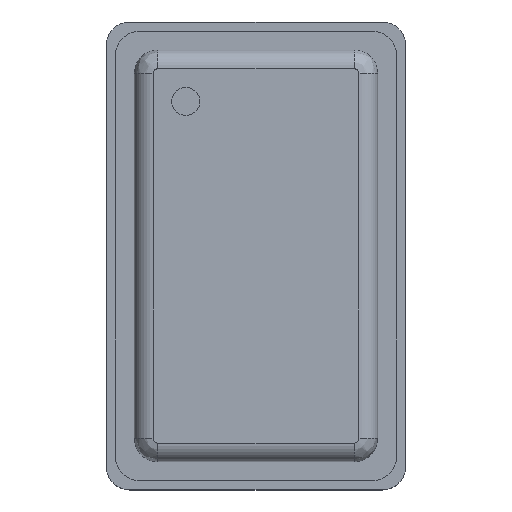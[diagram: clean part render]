
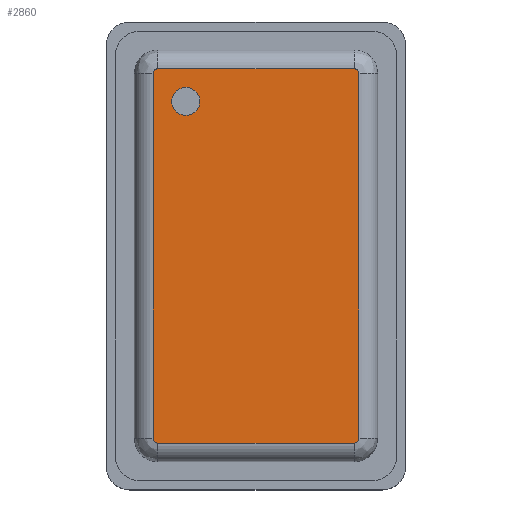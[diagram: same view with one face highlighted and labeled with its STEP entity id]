
A CAD part, top view. The second image highlights one B-rep face of the part: STEP entity #2860.
In plain terms, the highlighted planar face has unit normal (0, 0, 1).
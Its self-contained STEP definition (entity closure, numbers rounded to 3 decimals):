
#20=FACE_BOUND($,#368,.T.);
#55=CIRCLE($,#3055,0.15);
#60=CIRCLE($,#3062,0.05);
#63=CIRCLE($,#3065,0.05);
#68=CIRCLE($,#3072,0.05);
#71=CIRCLE($,#3075,0.05);
#204=FACE_OUTER_BOUND($,#367,.T.);
#367=EDGE_LOOP($,(#2161,#2162,#2163,#2164,#2165,#2166,#2167,#2168));
#368=EDGE_LOOP($,(#2169));
#589=LINE($,#4314,#933);
#591=LINE($,#4348,#935);
#593=LINE($,#4354,#937);
#595=LINE($,#4385,#939);
#933=VECTOR($,#3500,3.9);
#935=VECTOR($,#3518,2.1);
#937=VECTOR($,#3524,2.1);
#939=VECTOR($,#3540,3.9);
#1247=VERTEX_POINT($,#4303);
#1248=VERTEX_POINT($,#4307);
#1251=VERTEX_POINT($,#4312);
#1252=VERTEX_POINT($,#4324);
#1255=VERTEX_POINT($,#4340);
#1256=VERTEX_POINT($,#4344);
#1259=VERTEX_POINT($,#4352);
#1260=VERTEX_POINT($,#4364);
#1263=VERTEX_POINT($,#4380);
#1571=EDGE_CURVE($,#1247,#1247,#55,.T.);
#1575=EDGE_CURVE($,#1251,#1248,#589,.T.);
#1578=EDGE_CURVE($,#1248,#1252,#60,.T.);
#1581=EDGE_CURVE($,#1255,#1251,#63,.T.);
#1584=EDGE_CURVE($,#1252,#1256,#591,.T.);
#1587=EDGE_CURVE($,#1259,#1255,#593,.T.);
#1590=EDGE_CURVE($,#1256,#1260,#68,.T.);
#1593=EDGE_CURVE($,#1263,#1259,#71,.T.);
#1595=EDGE_CURVE($,#1260,#1263,#595,.T.);
#2161=ORIENTED_EDGE($,*,*,#1575,.F.);
#2162=ORIENTED_EDGE($,*,*,#1581,.F.);
#2163=ORIENTED_EDGE($,*,*,#1587,.F.);
#2164=ORIENTED_EDGE($,*,*,#1593,.F.);
#2165=ORIENTED_EDGE($,*,*,#1595,.F.);
#2166=ORIENTED_EDGE($,*,*,#1590,.F.);
#2167=ORIENTED_EDGE($,*,*,#1584,.F.);
#2168=ORIENTED_EDGE($,*,*,#1578,.F.);
#2169=ORIENTED_EDGE($,*,*,#1571,.T.);
#2714=PLANE($,#3077);
#2860=ADVANCED_FACE($,(#204,#20),#2714,.T.);
#3055=AXIS2_PLACEMENT_3D($,#4304,#3489,#3490);
#3062=AXIS2_PLACEMENT_3D($,#4328,#3505,#3506);
#3065=AXIS2_PLACEMENT_3D($,#4342,#3511,#3512);
#3072=AXIS2_PLACEMENT_3D($,#4368,#3529,#3530);
#3075=AXIS2_PLACEMENT_3D($,#4382,#3535,#3536);
#3077=AXIS2_PLACEMENT_3D($,#4386,#3541,#3542);
#3489=DIRECTION('center_axis',(0.,0.,-1.));
#3490=DIRECTION('ref_axis',(-1.,0.,0.));
#3500=DIRECTION($,(0.,1.,0.));
#3505=DIRECTION('center_axis',(0.,0.,-1.));
#3506=DIRECTION('ref_axis',(-0.707,0.707,0.));
#3511=DIRECTION('center_axis',(0.,0.,-1.));
#3512=DIRECTION('ref_axis',(-0.707,-0.707,0.));
#3518=DIRECTION($,(1.,0.,0.));
#3524=DIRECTION($,(-1.,0.,0.));
#3529=DIRECTION('center_axis',(0.,0.,-1.));
#3530=DIRECTION('ref_axis',(0.707,0.707,0.));
#3535=DIRECTION('center_axis',(0.,0.,-1.));
#3536=DIRECTION('ref_axis',(0.707,-0.707,0.));
#3540=DIRECTION($,(0.,-1.,0.));
#3541=DIRECTION('center_axis',(0.,0.,1.));
#3542=DIRECTION('ref_axis',(1.,0.,0.));
#4303=CARTESIAN_POINT('',(-0.6,1.65,1.28));
#4304=CARTESIAN_POINT('Origin',(-0.75,1.65,1.28));
#4307=CARTESIAN_POINT('',(-1.1,1.95,1.28));
#4312=CARTESIAN_POINT('',(-1.1,-1.95,1.28));
#4314=CARTESIAN_POINT($,(-1.1,0.975,1.28));
#4324=CARTESIAN_POINT('',(-1.05,2.,1.28));
#4328=CARTESIAN_POINT('Origin',(-1.05,1.95,1.28));
#4340=CARTESIAN_POINT('',(-1.05,-2.,1.28));
#4342=CARTESIAN_POINT('Origin',(-1.05,-1.95,1.28));
#4344=CARTESIAN_POINT('',(1.05,2.,1.28));
#4348=CARTESIAN_POINT($,(0.525,2.,1.28));
#4352=CARTESIAN_POINT('',(1.05,-2.,1.28));
#4354=CARTESIAN_POINT($,(-0.525,-2.,1.28));
#4364=CARTESIAN_POINT('',(1.1,1.95,1.28));
#4368=CARTESIAN_POINT('Origin',(1.05,1.95,1.28));
#4380=CARTESIAN_POINT('',(1.1,-1.95,1.28));
#4382=CARTESIAN_POINT('Origin',(1.05,-1.95,1.28));
#4385=CARTESIAN_POINT($,(1.1,-0.975,1.28));
#4386=CARTESIAN_POINT('Origin',(0.,0.,1.28));
